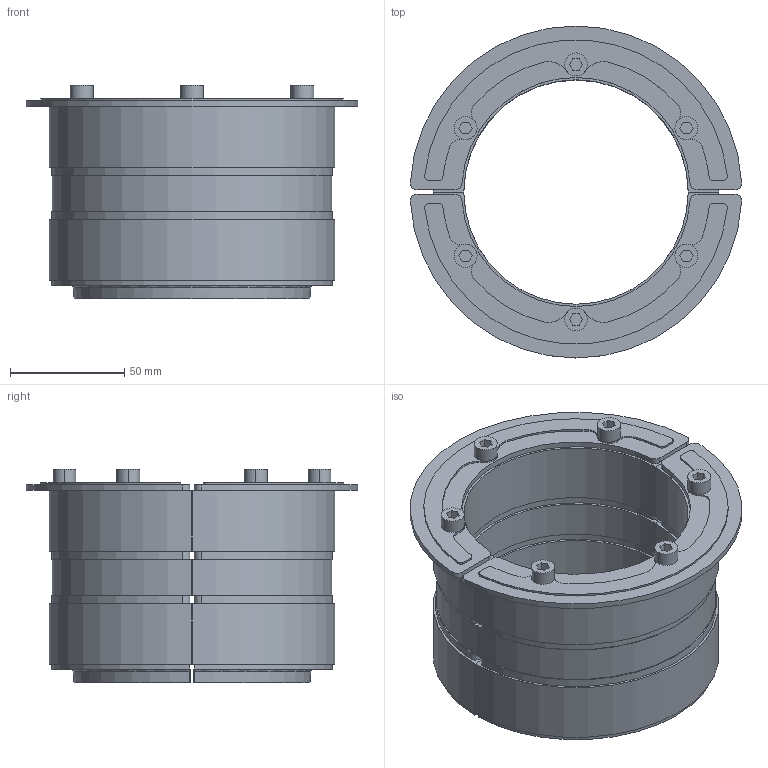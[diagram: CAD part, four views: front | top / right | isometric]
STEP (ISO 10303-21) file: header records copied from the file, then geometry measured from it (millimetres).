
FILE_DESCRIPTION((''),'2;1');
FILE_NAME('RS_PPS_S_125.stp','2008-07-23T12:55:09',(''),(''),'Mechanical Desktop 2005','Mechanical Desktop 2005',', , ');
FILE_SCHEMA(('CONFIG_CONTROL_DESIGN'));
Length unit declared in the file: millimetre
Products named in the file (17): RS_PPS_S_125; ASSY; FRONT FITTING; RUBBER PROFILE; MIDDLE FITTING; CASE; REAR FITTING; ~ASSY; ~EXPANDER; EXPANDER2; EXPANDER3; EXPANDER4; EXPANDER5; EXPANDER6; MC6S_M6; ~MC6S_M6; ~~MC6S_M6
Assembly tree (21 placements, depth 4):
  RS_PPS_S_125
    ASSY  x2
      FRONT FITTING
      RUBBER PROFILE
      MIDDLE FITTING
      CASE
      REAR FITTING
      ~ASSY
        ~EXPANDER
        EXPANDER2
        EXPANDER3
        EXPANDER4
        EXPANDER5
        EXPANDER6
      MC6S_M6
      ~MC6S_M6
      ~~MC6S_M6
Bounding box: 144.77 x 145 x 93.3 mm (x, y, z)
Volume: 376172.1 mm3; surface area: 203680.7 mm2
Topology: 54 solids, 54 shells, 594 faces, 1444 edges, 1013 vertices
Faces by surface type: cylinder 358, plane 212, cone 16, torus 4, bspline 4
Entity records: 8153 total; most frequent: DIRECTION 1510, CARTESIAN_POINT 1414, ORIENTED_EDGE 1200, EDGE_CURVE 600, AXIS2_PLACEMENT_3D 595, VERTEX_POINT 398, VECTOR 320, LINE 320
